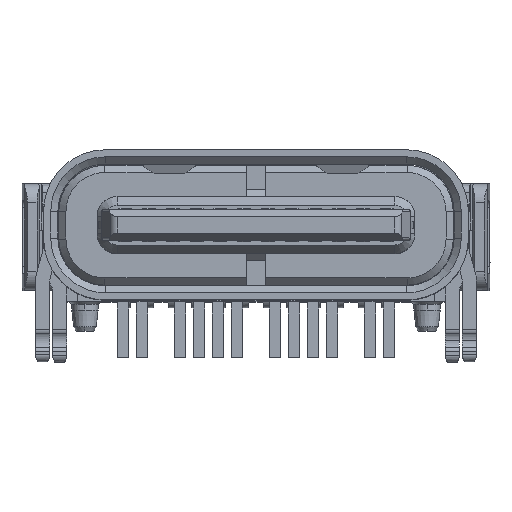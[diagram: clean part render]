
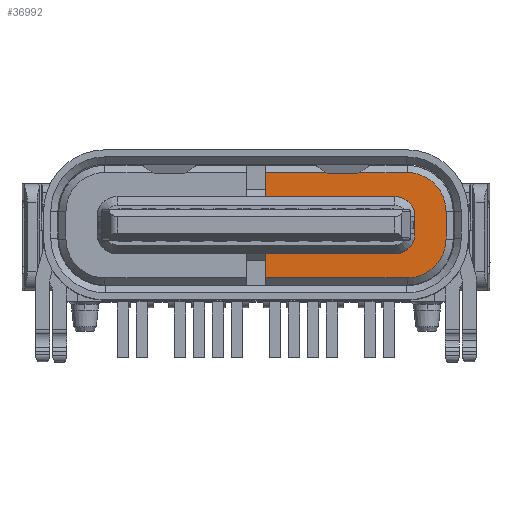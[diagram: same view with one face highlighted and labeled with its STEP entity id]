
A CAD part, top view. The second image highlights one B-rep face of the part: STEP entity #36992.
In plain terms, the highlighted planar face has unit normal (0, 0, 1).
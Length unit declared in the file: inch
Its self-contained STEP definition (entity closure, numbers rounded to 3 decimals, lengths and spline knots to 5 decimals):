
#142 = VERTEX_POINT ( 'NONE', #22096 ) ;
#213 = CARTESIAN_POINT ( 'NONE',  ( 0.24046, 0.20563, 0.35166 ) ) ;
#295 = VERTEX_POINT ( 'NONE', #13840 ) ;
#347 = ORIENTED_EDGE ( 'NONE', *, *, #18503, .F. ) ;
#1505 = CARTESIAN_POINT ( 'NONE',  ( 0.11364, 0.23634, 0.35166 ) ) ;
#1757 = VERTEX_POINT ( 'NONE', #21086 ) ;
#1852 = CARTESIAN_POINT ( 'NONE',  ( 0.22392, 0.23634, 0.35166 ) ) ;
#2426 = CARTESIAN_POINT ( 'NONE',  ( 0.26624, 0.22413, 0.35166 ) ) ;
#2486 = VECTOR ( 'NONE', #7313, 39.37008 ) ;
#4524 = ORIENTED_EDGE ( 'NONE', *, *, #45570, .T. ) ;
#5542 = CARTESIAN_POINT ( 'NONE',  ( 0.26276, 0.18445, 0.35166 ) ) ;
#6431 = VECTOR ( 'NONE', #42672, 39.37008 ) ;
#6649 = VERTEX_POINT ( 'NONE', #2426 ) ;
#6956 = CARTESIAN_POINT ( 'NONE',  ( 0.23631, 0.25642, 0.35166 ) ) ;
#7276 = CARTESIAN_POINT ( 'NONE',  ( 0.22825, 0.18909, 0.35166 ) ) ;
#7313 = DIRECTION ( 'NONE',  ( 1., 0., 0. ) ) ;
#7463 = EDGE_CURVE ( 'NONE', #6649, #142, #25571, .T. ) ;
#9196 = CARTESIAN_POINT ( 'NONE',  ( 0.24241, 0.16902, 0.35166 ) ) ;
#9249 = B_SPLINE_CURVE_WITH_KNOTS ( 'NONE', 3,
 ( #10917, #7276, #18161, #43120, #21800, #213 ),
 .UNSPECIFIED., .F., .F.,
 ( 4, 2, 4 ),
 ( 0., 0.5, 1. ),
 .UNSPECIFIED. ) ;
#9618 = B_SPLINE_CURVE_WITH_KNOTS ( 'NONE', 3,
 ( #41208, #16180, #19792, #44813, #23445, #1852 ),
 .UNSPECIFIED., .F., .F.,
 ( 4, 2, 4 ),
 ( 0., 0.5, 1. ),
 .UNSPECIFIED. ) ;
#10869 = VECTOR ( 'NONE', #34278, 39.37008 ) ;
#10917 = CARTESIAN_POINT ( 'NONE',  ( 0.22392, 0.18909, 0.35166 ) ) ;
#10963 = LINE ( 'NONE', #6956, #6431 ) ;
#12060 = LINE ( 'NONE', #39448, #2486 ) ;
#12365 = DIRECTION ( 'NONE',  ( 1., 0., 0. ) ) ;
#12449 = CARTESIAN_POINT ( 'NONE',  ( 0.24046, 0.20563, 0.35166 ) ) ;
#12786 = CARTESIAN_POINT ( 'NONE',  ( 0.11664, 0.16727, 0.35166 ) ) ;
#12846 = VERTEX_POINT ( 'NONE', #15795 ) ;
#13032 = VERTEX_POINT ( 'NONE', #24310 ) ;
#13163 = EDGE_LOOP ( 'NONE', ( #4524, #34870, #17842, #21623, #347, #17025, #31306, #24892, #36779, #15924, #29062, #25826 ) ) ;
#13500 = CARTESIAN_POINT ( 'NONE',  ( 0.24046, 0.2205, 0.35166 ) ) ;
#13756 = EDGE_CURVE ( 'NONE', #13032, #6649, #30914, .T. ) ;
#13840 = CARTESIAN_POINT ( 'NONE',  ( 0.11664, 0.25642, 0.35166 ) ) ;
#13988 = DIRECTION ( 'NONE',  ( 0., 1., 0. ) ) ;
#14033 = DIRECTION ( 'NONE',  ( 0., 0., 1. ) ) ;
#15144 = CARTESIAN_POINT ( 'NONE',  ( 0.11664, 0.18909, 0.35166 ) ) ;
#15372 = LINE ( 'NONE', #12786, #10869 ) ;
#15795 = CARTESIAN_POINT ( 'NONE',  ( 0.11664, 0.16902, 0.35166 ) ) ;
#15924 = ORIENTED_EDGE ( 'NONE', *, *, #13756, .T. ) ;
#16180 = CARTESIAN_POINT ( 'NONE',  ( 0.24046, 0.22413, 0.35166 ) ) ;
#17025 = ORIENTED_EDGE ( 'NONE', *, *, #34378, .T. ) ;
#17068 = EDGE_CURVE ( 'NONE', #34643, #21663, #37983, .T. ) ;
#17842 = ORIENTED_EDGE ( 'NONE', *, *, #42846, .F. ) ;
#18161 = CARTESIAN_POINT ( 'NONE',  ( 0.23255, 0.19088, 0.35166 ) ) ;
#18503 = EDGE_CURVE ( 'NONE', #1757, #35677, #9249, .T. ) ;
#18751 = B_SPLINE_CURVE_WITH_KNOTS ( 'NONE', 3,
 ( #23537, #27154, #5542, #30716, #9196, #34301 ),
 .UNSPECIFIED., .F., .F.,
 ( 4, 2, 4 ),
 ( 0., 0.5, 1. ),
 .UNSPECIFIED. ) ;
#19792 = CARTESIAN_POINT ( 'NONE',  ( 0.23867, 0.22843, 0.35166 ) ) ;
#20325 = EDGE_CURVE ( 'NONE', #12846, #30320, #12060, .T. ) ;
#21086 = CARTESIAN_POINT ( 'NONE',  ( 0.22392, 0.18909, 0.35166 ) ) ;
#21096 = CARTESIAN_POINT ( 'NONE',  ( 0.23396, 0.25642, 0.35166 ) ) ;
#21108 = EDGE_CURVE ( 'NONE', #28709, #12846, #15372, .T. ) ;
#21154 = CARTESIAN_POINT ( 'NONE',  ( 0.23821, 0.25641, 0.35166 ) ) ;
#21215 = CARTESIAN_POINT ( 'NONE',  ( 0.24232, 0.25558, 0.35166 ) ) ;
#21254 = CARTESIAN_POINT ( 'NONE',  ( 0.25028, 0.25228, 0.35166 ) ) ;
#21310 = CARTESIAN_POINT ( 'NONE',  ( 0.25381, 0.24994, 0.35166 ) ) ;
#21363 = CARTESIAN_POINT ( 'NONE',  ( 0.25976, 0.24398, 0.35166 ) ) ;
#21498 = CARTESIAN_POINT ( 'NONE',  ( 0.26211, 0.24047, 0.35166 ) ) ;
#21609 = CARTESIAN_POINT ( 'NONE',  ( 0.26541, 0.23248, 0.35166 ) ) ;
#21623 = ORIENTED_EDGE ( 'NONE', *, *, #23385, .F. ) ;
#21663 = VERTEX_POINT ( 'NONE', #23619 ) ;
#21800 = CARTESIAN_POINT ( 'NONE',  ( 0.24046, 0.2013, 0.35166 ) ) ;
#21820 = CARTESIAN_POINT ( 'NONE',  ( 0.26624, 0.22837, 0.35166 ) ) ;
#22096 = CARTESIAN_POINT ( 'NONE',  ( 0.23396, 0.25642, 0.35166 ) ) ;
#22127 = CARTESIAN_POINT ( 'NONE',  ( 0.26624, 0.22413, 0.35166 ) ) ;
#23028 = VECTOR ( 'NONE', #42147, 39.37008 ) ;
#23385 = EDGE_CURVE ( 'NONE', #35677, #43653, #41966, .T. ) ;
#23445 = CARTESIAN_POINT ( 'NONE',  ( 0.22825, 0.23634, 0.35166 ) ) ;
#23537 = CARTESIAN_POINT ( 'NONE',  ( 0.26624, 0.2013, 0.35166 ) ) ;
#23619 = CARTESIAN_POINT ( 'NONE',  ( 0.22392, 0.23634, 0.35166 ) ) ;
#23752 = CARTESIAN_POINT ( 'NONE',  ( 0.11664, 0.23564, 0.35166 ) ) ;
#23813 = CARTESIAN_POINT ( 'NONE',  ( 0.11664, 0.23634, 0.35166 ) ) ;
#23970 = VECTOR ( 'NONE', #41346, 39.37008 ) ;
#24310 = CARTESIAN_POINT ( 'NONE',  ( 0.26624, 0.2013, 0.35166 ) ) ;
#24569 = LINE ( 'NONE', #33009, #32911 ) ;
#24721 = CARTESIAN_POINT ( 'NONE',  ( 0.26624, 0.16727, 0.35166 ) ) ;
#24892 = ORIENTED_EDGE ( 'NONE', *, *, #20325, .T. ) ;
#25086 = LINE ( 'NONE', #23752, #23970 ) ;
#25571 = B_SPLINE_CURVE_WITH_KNOTS ( 'NONE', 3,
 ( #22127, #21820, #21609, #21498, #21363, #21310, #21254, #21215, #21154, #21096 ),
 .UNSPECIFIED., .F., .F.,
 ( 4, 2, 2, 2, 4 ),
 ( 0., 0.25, 0.5, 0.75, 1. ),
 .UNSPECIFIED. ) ;
#25826 = ORIENTED_EDGE ( 'NONE', *, *, #45366, .F. ) ;
#26225 = AXIS2_PLACEMENT_3D ( 'NONE', #35500, #14033, #39079 ) ;
#27154 = CARTESIAN_POINT ( 'NONE',  ( 0.26624, 0.19285, 0.35166 ) ) ;
#28341 = CARTESIAN_POINT ( 'NONE',  ( 0.23396, 0.16902, 0.35166 ) ) ;
#28563 = VECTOR ( 'NONE', #12365, 39.37008 ) ;
#28709 = VERTEX_POINT ( 'NONE', #15144 ) ;
#29062 = ORIENTED_EDGE ( 'NONE', *, *, #7463, .T. ) ;
#29814 = VECTOR ( 'NONE', #13988, 39.37008 ) ;
#30320 = VERTEX_POINT ( 'NONE', #28341 ) ;
#30716 = CARTESIAN_POINT ( 'NONE',  ( 0.25081, 0.17249, 0.35166 ) ) ;
#30914 = LINE ( 'NONE', #24721, #29814 ) ;
#31306 = ORIENTED_EDGE ( 'NONE', *, *, #21108, .T. ) ;
#32911 = VECTOR ( 'NONE', #40185, 39.37008 ) ;
#33009 = CARTESIAN_POINT ( 'NONE',  ( 0.11364, 0.18909, 0.35166 ) ) ;
#34278 = DIRECTION ( 'NONE',  ( 0., -1., 0. ) ) ;
#34301 = CARTESIAN_POINT ( 'NONE',  ( 0.23396, 0.16902, 0.35166 ) ) ;
#34378 = EDGE_CURVE ( 'NONE', #1757, #28709, #24569, .T. ) ;
#34643 = VERTEX_POINT ( 'NONE', #23813 ) ;
#34870 = ORIENTED_EDGE ( 'NONE', *, *, #17068, .T. ) ;
#35361 = PLANE ( 'NONE',  #26225 ) ;
#35500 = CARTESIAN_POINT ( 'NONE',  ( 0.11364, 0.16727, 0.35166 ) ) ;
#35677 = VERTEX_POINT ( 'NONE', #12449 ) ;
#36774 = EDGE_CURVE ( 'NONE', #13032, #30320, #18751, .T. ) ;
#36779 = ORIENTED_EDGE ( 'NONE', *, *, #36774, .F. ) ;
#36992 = ADVANCED_FACE ( 'NONE', ( #37623 ), #35361, .T. ) ;
#37623 = FACE_OUTER_BOUND ( 'NONE', #13163, .T. ) ;
#37983 = LINE ( 'NONE', #1505, #28563 ) ;
#39079 = DIRECTION ( 'NONE',  ( 1., 0., 0. ) ) ;
#39241 = CARTESIAN_POINT ( 'NONE',  ( 0.24046, 0.2198, 0.35166 ) ) ;
#39448 = CARTESIAN_POINT ( 'NONE',  ( 0.11364, 0.16902, 0.35166 ) ) ;
#40185 = DIRECTION ( 'NONE',  ( -1., 0., 0. ) ) ;
#41208 = CARTESIAN_POINT ( 'NONE',  ( 0.24046, 0.2198, 0.35166 ) ) ;
#41346 = DIRECTION ( 'NONE',  ( 0., -1., 0. ) ) ;
#41966 = LINE ( 'NONE', #13500, #23028 ) ;
#42147 = DIRECTION ( 'NONE',  ( 0., 1., 0. ) ) ;
#42672 = DIRECTION ( 'NONE',  ( 1., 0., 0. ) ) ;
#42846 = EDGE_CURVE ( 'NONE', #43653, #21663, #9618, .T. ) ;
#43120 = CARTESIAN_POINT ( 'NONE',  ( 0.23867, 0.197, 0.35166 ) ) ;
#43653 = VERTEX_POINT ( 'NONE', #39241 ) ;
#44813 = CARTESIAN_POINT ( 'NONE',  ( 0.23255, 0.23456, 0.35166 ) ) ;
#45366 = EDGE_CURVE ( 'NONE', #295, #142, #10963, .T. ) ;
#45570 = EDGE_CURVE ( 'NONE', #295, #34643, #25086, .T. ) ;
